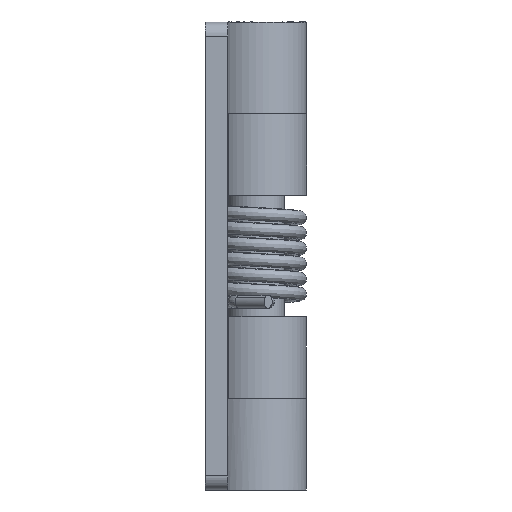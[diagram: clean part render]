
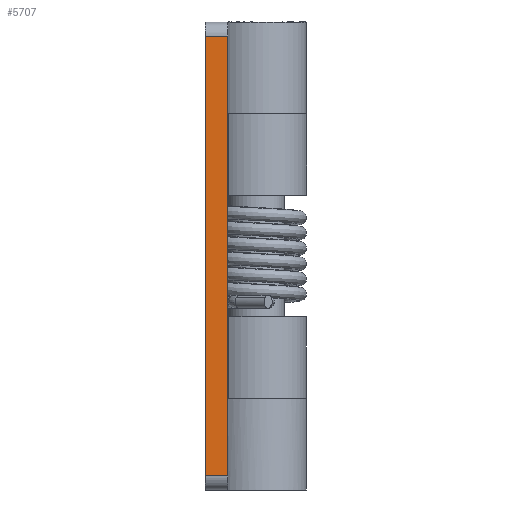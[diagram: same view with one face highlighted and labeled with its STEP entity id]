
A CAD part, left-side view. The second image highlights one B-rep face of the part: STEP entity #5707.
In plain terms, the highlighted free-form (B-spline) face has degree [1, 1] with [2, 2] control points.
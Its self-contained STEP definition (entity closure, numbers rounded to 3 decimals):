
#5018=CARTESIAN_POINT('',(-16.,2.7,24.25));
#5019=VERTEX_POINT('',#5018);
#5033=CARTESIAN_POINT('',(-16.,1.5,24.25));
#5034=VERTEX_POINT('',#5033);
#5035=CARTESIAN_POINT('',(-16.,1.5,24.25));
#5036=CARTESIAN_POINT('',(-16.,2.7,24.25));
#5037=QUASI_UNIFORM_CURVE('',1,(#5035,#5036),.UNSPECIFIED.,.F.,.U.);
#5038=EDGE_CURVE('',#5034,#5019,#5037,.T.);
#5077=CARTESIAN_POINT('',(-16.,2.7,0.75));
#5078=VERTEX_POINT('',#5077);
#5101=CARTESIAN_POINT('',(-16.,1.5,0.75));
#5102=VERTEX_POINT('',#5101);
#5116=CARTESIAN_POINT('',(-16.,1.5,0.75));
#5117=CARTESIAN_POINT('',(-16.,2.7,0.75));
#5118=QUASI_UNIFORM_CURVE('',1,(#5116,#5117),.UNSPECIFIED.,.F.,.U.);
#5119=EDGE_CURVE('',#5102,#5078,#5118,.T.);
#5688=CARTESIAN_POINT('',(-16.,1.44,25.424));
#5689=CARTESIAN_POINT('',(-16.,1.44,-0.424));
#5690=CARTESIAN_POINT('',(-16.,2.76,25.424));
#5691=CARTESIAN_POINT('',(-16.,2.76,-0.424));
#5692=B_SPLINE_SURFACE_WITH_KNOTS('',1,1,((#5688,#5690),(#5689,#5691)),.UNSPECIFIED.,.F.,.F.,.U.,(2,2),(2,2),(0.0,25.848),(0.042,0.958),.UNSPECIFIED.);
#5693=ORIENTED_EDGE('',*,*,#5038,.T.);
#5694=CARTESIAN_POINT('',(-16.,2.7,0.75));
#5695=CARTESIAN_POINT('',(-16.,2.7,24.25));
#5696=QUASI_UNIFORM_CURVE('',1,(#5694,#5695),.UNSPECIFIED.,.F.,.U.);
#5697=EDGE_CURVE('',#5078,#5019,#5696,.T.);
#5698=ORIENTED_EDGE('',*,*,#5697,.F.);
#5699=ORIENTED_EDGE('',*,*,#5119,.F.);
#5700=CARTESIAN_POINT('',(-16.,1.5,0.75));
#5701=CARTESIAN_POINT('',(-16.,1.5,24.25));
#5702=QUASI_UNIFORM_CURVE('',1,(#5700,#5701),.UNSPECIFIED.,.F.,.U.);
#5703=EDGE_CURVE('',#5102,#5034,#5702,.T.);
#5704=ORIENTED_EDGE('',*,*,#5703,.T.);
#5705=EDGE_LOOP('',(#5693,#5698,#5699,#5704));
#5706=FACE_OUTER_BOUND('',#5705,.T.);
#5707=ADVANCED_FACE('',(#5706),#5692,.F.);
